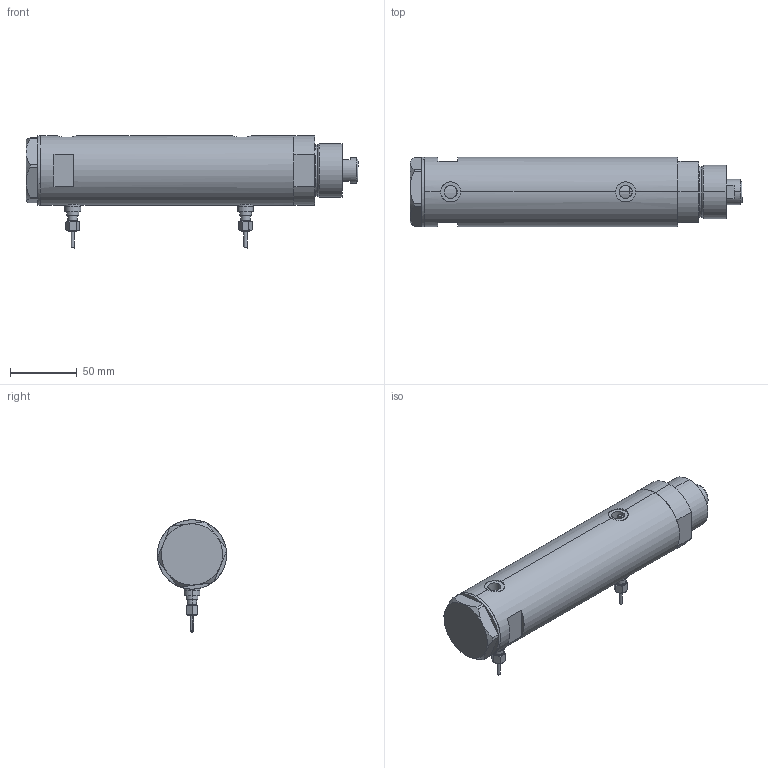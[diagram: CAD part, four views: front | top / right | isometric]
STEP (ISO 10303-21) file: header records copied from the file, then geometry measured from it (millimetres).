
FILE_DESCRIPTION (( 'STEP AP203' ), '1' );
FILE_NAME ('ce66.STEP', '2022-05-13T13:57:29', ( '' ), ( '' ), 'SwSTEP 2.0', 'SolidWorks 2019', '' );
FILE_SCHEMA (( 'CONFIG_CONTROL_DESIGN' ));
Length unit declared in the file: millimetre
Products named in the file (6): ce66; V270CG_FRONT 72cd9a1f821b7add9a1f368022dbd572; V270CG_MIDDLE 72cd9a1f821b7add9a1f368022dbd572; V270CG_SWITCH 72cd9a1f821b7add9a1f368022dbd572; V270CG_BACK 72cd9a1f821b7add9a1f368022dbd572; V270CG_VC 72cd9a1f821b7add9a1f368022dbd572
Assembly tree (6 placements, depth 2):
  ce66
    V270CG_MIDDLE 72cd9a1f821b7add9a1f368022dbd572
    V270CG_BACK 72cd9a1f821b7add9a1f368022dbd572
    V270CG_FRONT 72cd9a1f821b7add9a1f368022dbd572
    V270CG_VC 72cd9a1f821b7add9a1f368022dbd572
    V270CG_SWITCH 72cd9a1f821b7add9a1f368022dbd572  x2
Bounding box: 249.02 x 52 x 84.3 mm (x, y, z)
Volume: 443476.9 mm3; surface area: 99080.4 mm2
Topology: 6 solids, 6 shells, 246 faces, 543 edges, 327 vertices
Faces by surface type: plane 95, cylinder 77, cone 48, torus 24, bspline 2
Entity records: 6877 total; most frequent: CARTESIAN_POINT 1889, DIRECTION 959, ORIENTED_EDGE 866, EDGE_CURVE 433, AXIS2_PLACEMENT_3D 399, VERTEX_POINT 263, EDGE_LOOP 218, CIRCLE 198
